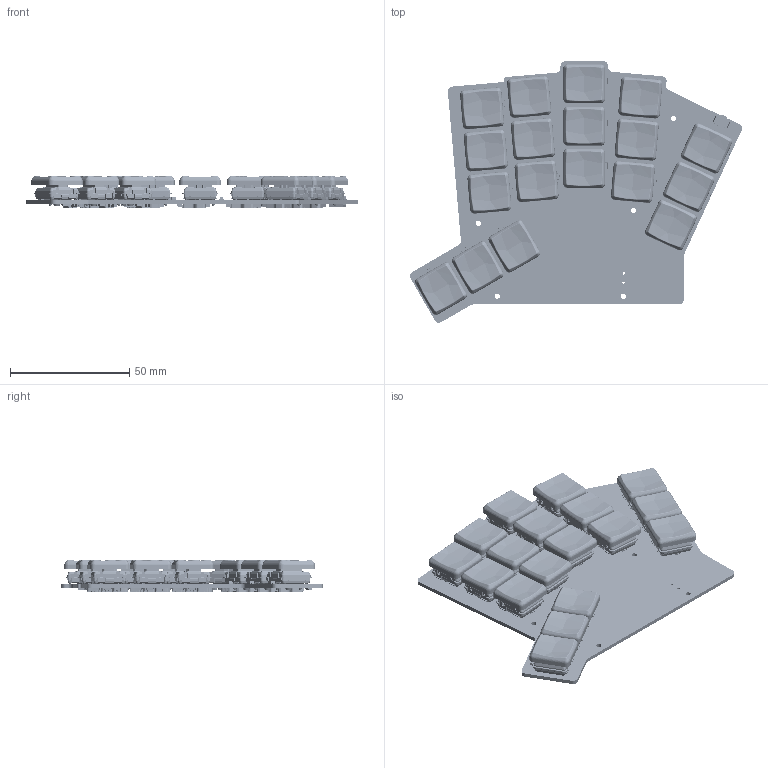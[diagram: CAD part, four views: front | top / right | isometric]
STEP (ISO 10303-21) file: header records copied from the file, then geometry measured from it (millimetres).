
FILE_DESCRIPTION(('KiCad electronic assembly'),'2;1');
FILE_NAME('pipar_sool.step','2024-10-20T15:26:15',('Pcbnew'),('Kicad'), 'Open CASCADE STEP processor 7.8','KiCad to STEP converter','Unknown' );
FILE_SCHEMA(('AUTOMOTIVE_DESIGN { 1 0 10303 214 1 1 1 1 }'));
Length unit declared in the file: millimetre
Products named in the file (12): pipar_sool 1; Choc_V1_Switch; SW_Kailh_Choc_V1_cp; Choc_V1_Hotswap; SW_Hotswap_Kailh_Choc_v1; Choc_V1_Keycap_MBK_Black_1u; Choc_V1_MBK_Keycap_1u v1; Nexperia_CFP3_SOD-123W; CQ assembly; SW_SPDT_PCM12; Fusion_sp; pipar_sool_PCB
Assembly tree (98 placements, depth 3):
  pipar_sool 1
    Choc_V1_Switch  x18
      SW_Kailh_Choc_V1_cp
    Choc_V1_Hotswap  x18
      SW_Hotswap_Kailh_Choc_v1
    Choc_V1_Keycap_MBK_Black_1u  x18
      Choc_V1_MBK_Keycap_1u v1
    Nexperia_CFP3_SOD-123W  x36
      CQ assembly
    SW_SPDT_PCM12  x2
      Fusion_sp
    pipar_sool_PCB
Bounding box: 139.36 x 109.77 x 13.48 mm (x, y, z)
Volume: 45543.2 mm3; surface area: 71514 mm2
Topology: 309 solids, 309 shells, 23172 faces, 60490 edges, 38144 vertices
Faces by surface type: plane 12863, bspline 5814, cylinder 3609, torus 504, sphere 234, cone 148
Full cylindrical faces by diameter (mm): 0.8 x4, 0.991 x36, 1 x2, 1.702 x36, 2.2 x5, 2.762 x18, 2.826 x18, 2.893 x18, 3 x54, 3.007 x18, 3.429 x18
Entity records: 60190 total; most frequent: CARTESIAN_POINT 16379, ORIENTED_EDGE 8230, DIRECTION 5899, EDGE_CURVE 4115, VERTEX_POINT 2622, AXIS2_PLACEMENT_3D 2028, FACE_BOUND 1925, EDGE_LOOP 1925
